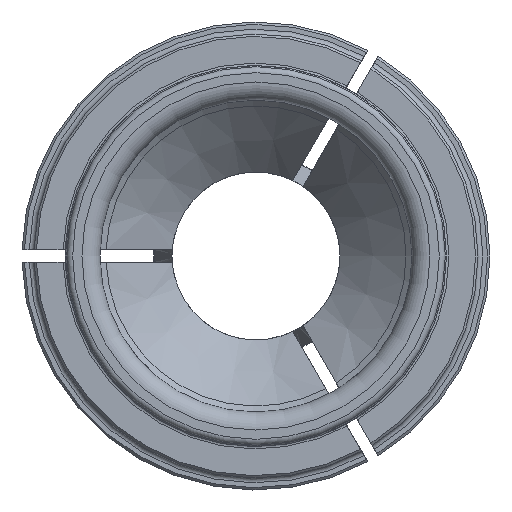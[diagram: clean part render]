
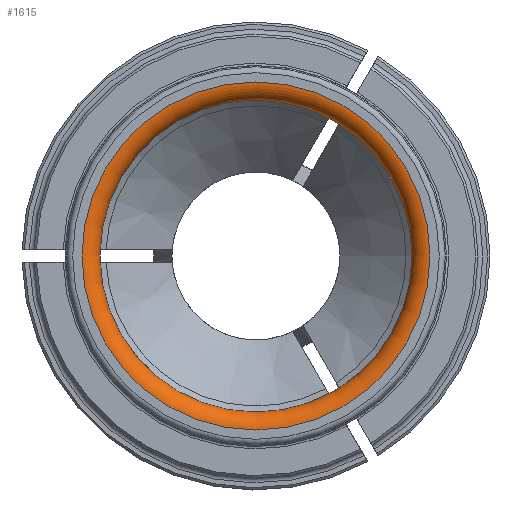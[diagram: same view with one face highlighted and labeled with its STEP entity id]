
A CAD part, left-side view. The second image highlights one B-rep face of the part: STEP entity #1615.
In plain terms, the highlighted toroidal (fillet/blend) face has major radius 14.5 mm and minor radius 1.5 mm.
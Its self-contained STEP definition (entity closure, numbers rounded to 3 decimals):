
#23=TOROIDAL_SURFACE('',#1780,14.5,1.5);
#180=FACE_OUTER_BOUND('',#259,.T.);
#259=EDGE_LOOP('',(#1437,#1438,#1439,#1440,#1441,#1442,#1443));
#289=CIRCLE('',#1675,13.);
#290=CIRCLE('',#1676,13.);
#291=CIRCLE('',#1677,13.);
#345=CIRCLE('',#1781,14.5);
#346=CIRCLE('',#1782,1.5);
#347=CIRCLE('',#1783,14.5);
#704=VERTEX_POINT('',#2800);
#705=VERTEX_POINT('',#2802);
#706=VERTEX_POINT('',#2804);
#757=VERTEX_POINT('',#3149);
#758=VERTEX_POINT('',#3150);
#892=EDGE_CURVE('',#705,#704,#289,.T.);
#893=EDGE_CURVE('',#706,#705,#290,.T.);
#894=EDGE_CURVE('',#704,#706,#291,.T.);
#998=EDGE_CURVE('',#757,#758,#345,.T.);
#999=EDGE_CURVE('',#758,#705,#346,.T.);
#1000=EDGE_CURVE('',#758,#757,#347,.T.);
#1437=ORIENTED_EDGE('',*,*,#998,.T.);
#1438=ORIENTED_EDGE('',*,*,#999,.T.);
#1439=ORIENTED_EDGE('',*,*,#892,.T.);
#1440=ORIENTED_EDGE('',*,*,#894,.T.);
#1441=ORIENTED_EDGE('',*,*,#893,.T.);
#1442=ORIENTED_EDGE('',*,*,#999,.F.);
#1443=ORIENTED_EDGE('',*,*,#1000,.T.);
#1615=ADVANCED_FACE('',(#180),#23,.T.);
#1675=AXIS2_PLACEMENT_3D('',#2803,#1949,#1950);
#1676=AXIS2_PLACEMENT_3D('',#2805,#1951,#1952);
#1677=AXIS2_PLACEMENT_3D('',#2806,#1953,#1954);
#1780=AXIS2_PLACEMENT_3D('',#3148,#2195,#2196);
#1781=AXIS2_PLACEMENT_3D('',#3151,#2197,#2198);
#1782=AXIS2_PLACEMENT_3D('',#3152,#2199,#2200);
#1783=AXIS2_PLACEMENT_3D('',#3153,#2201,#2202);
#1949=DIRECTION('center_axis',(1.,0.,0.));
#1950=DIRECTION('ref_axis',(0.,-1.,0.));
#1951=DIRECTION('center_axis',(1.,0.,0.));
#1952=DIRECTION('ref_axis',(0.,-1.,0.));
#1953=DIRECTION('center_axis',(1.,0.,0.));
#1954=DIRECTION('ref_axis',(0.,-1.,0.));
#2195=DIRECTION('center_axis',(1.,0.,0.));
#2196=DIRECTION('ref_axis',(0.,0.,-1.));
#2197=DIRECTION('center_axis',(-1.,0.,0.));
#2198=DIRECTION('ref_axis',(0.,-1.,0.));
#2199=DIRECTION('center_axis',(0.,-1.,0.));
#2200=DIRECTION('ref_axis',(0.,0.,1.));
#2201=DIRECTION('center_axis',(-1.,0.,0.));
#2202=DIRECTION('ref_axis',(0.,-1.,0.));
#2800=CARTESIAN_POINT('',(-62.,-13.,0.));
#2802=CARTESIAN_POINT('',(-62.,0.,13.));
#2803=CARTESIAN_POINT('Origin',(-62.,0.,0.));
#2804=CARTESIAN_POINT('',(-62.,13.,0.));
#2805=CARTESIAN_POINT('Origin',(-62.,0.,0.));
#2806=CARTESIAN_POINT('Origin',(-62.,0.,0.));
#3148=CARTESIAN_POINT('Origin',(-62.,0.,0.));
#3149=CARTESIAN_POINT('',(-63.5,14.5,0.));
#3150=CARTESIAN_POINT('',(-63.5,0.,14.5));
#3151=CARTESIAN_POINT('Origin',(-63.5,0.,0.));
#3152=CARTESIAN_POINT('Origin',(-62.,0.,14.5));
#3153=CARTESIAN_POINT('Origin',(-63.5,0.,0.));
